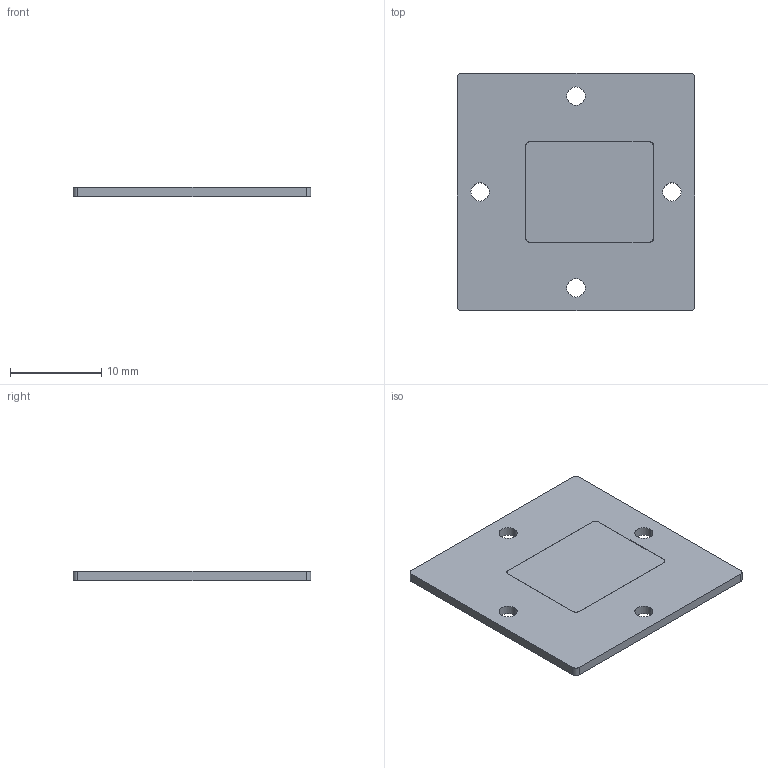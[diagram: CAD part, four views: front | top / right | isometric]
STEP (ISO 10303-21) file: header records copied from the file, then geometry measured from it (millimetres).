
FILE_DESCRIPTION(('Designed by EasyEDA Pro'),'2;1');
FILE_NAME('Open CASCADE Shape Model','2026-01-18T23:52:24',('Author'),( 'Open CASCADE'),'Open CASCADE STEP processor 7.8','Open CASCADE 7.8' ,'Unknown');
FILE_SCHEMA(('AUTOMOTIVE_DESIGN { 1 0 10303 214 1 1 1 1 }'));
Length unit declared in the file: millimetre
Products named in the file (6): EasyEDA PCB Model~PHeW; Board~PHeW; TopCopper~PHeW; BottomCopper~PHeW; TopFpcStiffener~PHeW; BottomFpcStiffener~PHeW
Assembly tree (5 placements, depth 2):
  EasyEDA PCB Model~PHeW
    Board~PHeW
    TopCopper~PHeW
    BottomCopper~PHeW
    TopFpcStiffener~PHeW
    BottomFpcStiffener~PHeW
Bounding box: 25.97 x 25.97 x 1 mm (x, y, z)
Volume: 660.7 mm3; surface area: 1547.8 mm2
Topology: 2 solids, 2 shells, 36 faces, 96 edges, 64 vertices
Faces by surface type: cylinder 20, plane 16
Entity records: 1503 total; most frequent: DIRECTION 220, CARTESIAN_POINT 202, ORIENTED_EDGE 192, EDGE_CURVE 96, AXIS2_PLACEMENT_3D 82, VERTEX_POINT 64, LINE 56, VECTOR 56
